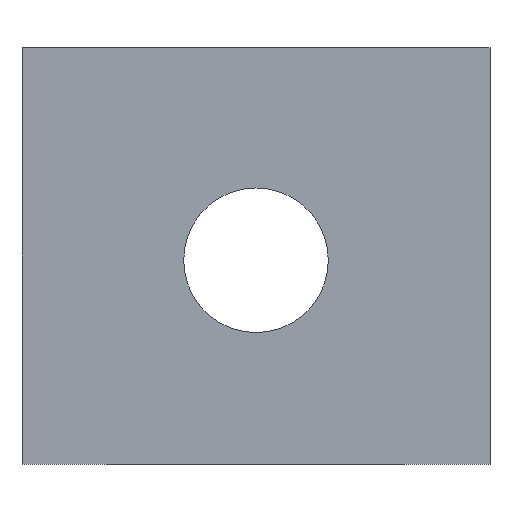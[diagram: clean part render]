
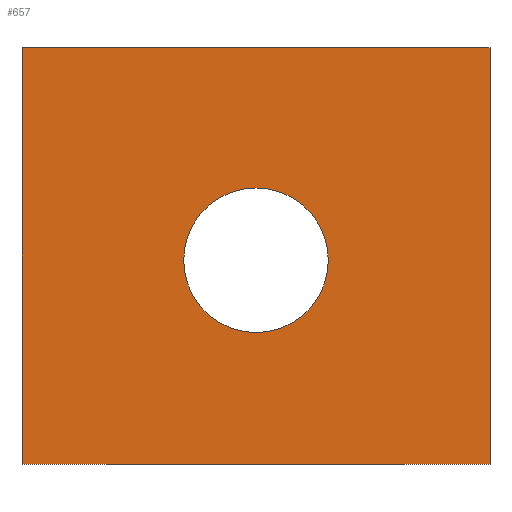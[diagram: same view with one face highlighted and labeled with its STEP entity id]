
A CAD part, front view. The second image highlights one B-rep face of the part: STEP entity #657.
In plain terms, the highlighted planar face has unit normal (0, -1, 0).
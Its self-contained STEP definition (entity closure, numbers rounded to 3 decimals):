
#29=FACE_BOUND('',#103,.T.);
#42=CIRCLE('',#719,1.7);
#61=FACE_OUTER_BOUND('',#102,.T.);
#102=EDGE_LOOP('',(#532,#533,#534,#535));
#103=EDGE_LOOP('',(#536));
#140=LINE('',#962,#218);
#154=LINE('',#1005,#232);
#160=LINE('',#1017,#238);
#165=LINE('',#1028,#243);
#218=VECTOR('',#779,10.);
#232=VECTOR('',#815,10.);
#238=VECTOR('',#825,10.);
#243=VECTOR('',#838,10.);
#292=VERTEX_POINT('',#959);
#293=VERTEX_POINT('',#961);
#310=VERTEX_POINT('',#1002);
#311=VERTEX_POINT('',#1004);
#320=VERTEX_POINT('',#1037);
#359=EDGE_CURVE('',#293,#292,#140,.T.);
#380=EDGE_CURVE('',#311,#310,#154,.T.);
#387=EDGE_CURVE('',#293,#310,#160,.T.);
#393=EDGE_CURVE('',#292,#311,#165,.T.);
#399=EDGE_CURVE('',#320,#320,#42,.T.);
#532=ORIENTED_EDGE('',*,*,#380,.T.);
#533=ORIENTED_EDGE('',*,*,#387,.F.);
#534=ORIENTED_EDGE('',*,*,#359,.T.);
#535=ORIENTED_EDGE('',*,*,#393,.T.);
#536=ORIENTED_EDGE('',*,*,#399,.T.);
#626=PLANE('',#720);
#657=ADVANCED_FACE('',(#61,#29),#626,.T.);
#719=AXIS2_PLACEMENT_3D('',#1039,#849,#850);
#720=AXIS2_PLACEMENT_3D('',#1040,#851,#852);
#779=DIRECTION('',(1.,0.,0.));
#815=DIRECTION('',(-1.,0.,0.));
#825=DIRECTION('',(0.,0.,1.));
#838=DIRECTION('',(0.,0.,1.));
#849=DIRECTION('center_axis',(0.,1.,0.));
#850=DIRECTION('ref_axis',(-1.,0.,0.));
#851=DIRECTION('center_axis',(0.,-1.,0.));
#852=DIRECTION('ref_axis',(0.,0.,-1.));
#959=CARTESIAN_POINT('',(60.928,-5.922,0.2));
#961=CARTESIAN_POINT('',(49.928,-5.922,0.2));
#962=CARTESIAN_POINT('',(55.428,-5.922,0.2));
#1002=CARTESIAN_POINT('',(49.928,-5.922,10.));
#1004=CARTESIAN_POINT('',(60.928,-5.922,10.));
#1005=CARTESIAN_POINT('',(55.428,-5.922,10.));
#1017=CARTESIAN_POINT('',(49.928,-5.922,10.));
#1028=CARTESIAN_POINT('',(60.928,-5.922,10.));
#1037=CARTESIAN_POINT('',(57.128,-5.922,5.));
#1039=CARTESIAN_POINT('Origin',(55.428,-5.922,5.));
#1040=CARTESIAN_POINT('Origin',(55.428,-5.922,5.));
